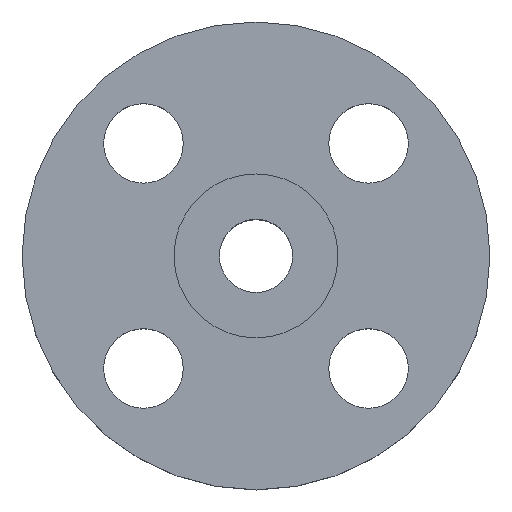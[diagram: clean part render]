
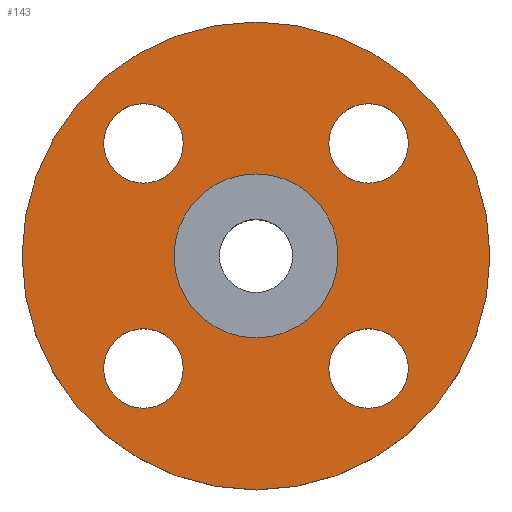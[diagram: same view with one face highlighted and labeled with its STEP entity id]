
A CAD part, top view. The second image highlights one B-rep face of the part: STEP entity #143.
In plain terms, the highlighted planar face has unit normal (0, 0, 1).
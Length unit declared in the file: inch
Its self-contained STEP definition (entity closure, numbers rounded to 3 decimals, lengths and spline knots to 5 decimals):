
#6 = CIRCLE ( 'NONE', #527, 0.5 ) ;
#7 = EDGE_LOOP ( 'NONE', ( #563, #373 ) ) ;
#8 = DIRECTION ( 'NONE',  ( 0., 0., 1. ) ) ;
#15 = VERTEX_POINT ( 'NONE', #276 ) ;
#18 = CIRCLE ( 'NONE', #42, 0.5 ) ;
#23 = CIRCLE ( 'NONE', #470, 2.94 ) ;
#24 = EDGE_CURVE ( 'NONE', #237, #211, #335, .T. ) ;
#27 = DIRECTION ( 'NONE',  ( 0., 1., 0. ) ) ;
#29 = DIRECTION ( 'NONE',  ( -1., 0., 0. ) ) ;
#40 = FACE_OUTER_BOUND ( 'NONE', #752, .T. ) ;
#42 = AXIS2_PLACEMENT_3D ( 'NONE', #99, #465, #231 ) ;
#46 = CIRCLE ( 'NONE', #260, 2.94 ) ;
#53 = ORIENTED_EDGE ( 'NONE', *, *, #168, .F. ) ;
#56 = ORIENTED_EDGE ( 'NONE', *, *, #748, .T. ) ;
#57 = CARTESIAN_POINT ( 'NONE',  ( 0., 0., 0. ) ) ;
#74 = AXIS2_PLACEMENT_3D ( 'NONE', #215, #589, #351 ) ;
#75 = ORIENTED_EDGE ( 'NONE', *, *, #656, .F. ) ;
#76 = DIRECTION ( 'NONE',  ( 0., -1., 0. ) ) ;
#84 = VERTEX_POINT ( 'NONE', #707 ) ;
#95 = DIRECTION ( 'NONE',  ( 1., 0., 0. ) ) ;
#96 = CARTESIAN_POINT ( 'NONE',  ( -1.41421, 1.41421, 0. ) ) ;
#98 = EDGE_CURVE ( 'NONE', #685, #479, #258, .T. ) ;
#99 = CARTESIAN_POINT ( 'NONE',  ( 1.41421, 1.41421, 0. ) ) ;
#102 = CARTESIAN_POINT ( 'NONE',  ( 0., 0., 0. ) ) ;
#105 = DIRECTION ( 'NONE',  ( 0., 0., 1. ) ) ;
#121 = ORIENTED_EDGE ( 'NONE', *, *, #98, .F. ) ;
#123 = DIRECTION ( 'NONE',  ( 1., 0., 0. ) ) ;
#140 = DIRECTION ( 'NONE',  ( 0., 0., 1. ) ) ;
#143 = ADVANCED_FACE ( 'NONE', ( #480, #541, #798, #603, #732, #40 ), #238, .T. ) ;
#150 = CARTESIAN_POINT ( 'NONE',  ( -1.03, 0., 0. ) ) ;
#161 = DIRECTION ( 'NONE',  ( 1., 0., 0. ) ) ;
#165 = AXIS2_PLACEMENT_3D ( 'NONE', #533, #408, #349 ) ;
#168 = EDGE_CURVE ( 'NONE', #479, #685, #18, .T. ) ;
#197 = CARTESIAN_POINT ( 'NONE',  ( 0.91421, 1.41421, 0. ) ) ;
#211 = VERTEX_POINT ( 'NONE', #242 ) ;
#215 = CARTESIAN_POINT ( 'NONE',  ( 1.41421, -1.41421, 0. ) ) ;
#221 = AXIS2_PLACEMENT_3D ( 'NONE', #392, #8, #499 ) ;
#231 = DIRECTION ( 'NONE',  ( 1., 0., 0. ) ) ;
#237 = VERTEX_POINT ( 'NONE', #545 ) ;
#238 = PLANE ( 'NONE',  #356 ) ;
#242 = CARTESIAN_POINT ( 'NONE',  ( -1.91421, -1.41421, 0. ) ) ;
#252 = CARTESIAN_POINT ( 'NONE',  ( 0., 0., 0. ) ) ;
#258 = CIRCLE ( 'NONE', #592, 0.5 ) ;
#260 = AXIS2_PLACEMENT_3D ( 'NONE', #57, #555, #123 ) ;
#261 = CARTESIAN_POINT ( 'NONE',  ( 2.94, 0., 0. ) ) ;
#276 = CARTESIAN_POINT ( 'NONE',  ( 1.41421, -1.91421, 0. ) ) ;
#293 = EDGE_CURVE ( 'NONE', #390, #308, #46, .T. ) ;
#302 = AXIS2_PLACEMENT_3D ( 'NONE', #586, #762, #76 ) ;
#308 = VERTEX_POINT ( 'NONE', #365 ) ;
#335 = CIRCLE ( 'NONE', #409, 0.5 ) ;
#349 = DIRECTION ( 'NONE',  ( 1., 0., 0. ) ) ;
#351 = DIRECTION ( 'NONE',  ( 0., -1., 0. ) ) ;
#356 = AXIS2_PLACEMENT_3D ( 'NONE', #102, #105, #607 ) ;
#360 = ORIENTED_EDGE ( 'NONE', *, *, #293, .T. ) ;
#361 = CIRCLE ( 'NONE', #221, 0.5 ) ;
#364 = EDGE_LOOP ( 'NONE', ( #121, #53 ) ) ;
#365 = CARTESIAN_POINT ( 'NONE',  ( -2.94, 0., 0. ) ) ;
#373 = ORIENTED_EDGE ( 'NONE', *, *, #757, .F. ) ;
#377 = CARTESIAN_POINT ( 'NONE',  ( -1.41421, 1.91421, 0. ) ) ;
#384 = EDGE_LOOP ( 'NONE', ( #690, #737 ) ) ;
#386 = CIRCLE ( 'NONE', #165, 1.03 ) ;
#390 = VERTEX_POINT ( 'NONE', #261 ) ;
#391 = VERTEX_POINT ( 'NONE', #377 ) ;
#392 = CARTESIAN_POINT ( 'NONE',  ( -1.41421, -1.41421, 0. ) ) ;
#404 = CARTESIAN_POINT ( 'NONE',  ( 1.41421, 1.41421, 0. ) ) ;
#408 = DIRECTION ( 'NONE',  ( 0., 0., 1. ) ) ;
#409 = AXIS2_PLACEMENT_3D ( 'NONE', #570, #459, #29 ) ;
#411 = CARTESIAN_POINT ( 'NONE',  ( 1.91421, 1.41421, 0. ) ) ;
#434 = DIRECTION ( 'NONE',  ( 1., 0., 0. ) ) ;
#453 = ORIENTED_EDGE ( 'NONE', *, *, #719, .F. ) ;
#459 = DIRECTION ( 'NONE',  ( 0., 0., 1. ) ) ;
#461 = EDGE_CURVE ( 'NONE', #84, #15, #654, .T. ) ;
#463 = CARTESIAN_POINT ( 'NONE',  ( 0., 0., 0. ) ) ;
#464 = EDGE_CURVE ( 'NONE', #671, #391, #598, .T. ) ;
#465 = DIRECTION ( 'NONE',  ( 0., 0., 1. ) ) ;
#467 = DIRECTION ( 'NONE',  ( 0., 0., 1. ) ) ;
#468 = EDGE_LOOP ( 'NONE', ( #75, #734 ) ) ;
#470 = AXIS2_PLACEMENT_3D ( 'NONE', #463, #724, #161 ) ;
#479 = VERTEX_POINT ( 'NONE', #197 ) ;
#480 = FACE_BOUND ( 'NONE', #807, .T. ) ;
#489 = ORIENTED_EDGE ( 'NONE', *, *, #461, .F. ) ;
#491 = DIRECTION ( 'NONE',  ( 0., 0., 1. ) ) ;
#499 = DIRECTION ( 'NONE',  ( -1., 0., 0. ) ) ;
#513 = EDGE_CURVE ( 'NONE', #211, #237, #361, .T. ) ;
#524 = DIRECTION ( 'NONE',  ( 0., 1., 0. ) ) ;
#527 = AXIS2_PLACEMENT_3D ( 'NONE', #96, #467, #524 ) ;
#533 = CARTESIAN_POINT ( 'NONE',  ( 0., 0., 0. ) ) ;
#541 = FACE_BOUND ( 'NONE', #384, .T. ) ;
#544 = VERTEX_POINT ( 'NONE', #697 ) ;
#545 = CARTESIAN_POINT ( 'NONE',  ( -0.91421, -1.41421, 0. ) ) ;
#555 = DIRECTION ( 'NONE',  ( 0., 0., 1. ) ) ;
#557 = VERTEX_POINT ( 'NONE', #150 ) ;
#563 = ORIENTED_EDGE ( 'NONE', *, *, #777, .F. ) ;
#565 = CIRCLE ( 'NONE', #635, 1.03 ) ;
#570 = CARTESIAN_POINT ( 'NONE',  ( -1.41421, -1.41421, 0. ) ) ;
#586 = CARTESIAN_POINT ( 'NONE',  ( 1.41421, -1.41421, 0. ) ) ;
#589 = DIRECTION ( 'NONE',  ( 0., 0., 1. ) ) ;
#592 = AXIS2_PLACEMENT_3D ( 'NONE', #404, #657, #95 ) ;
#598 = CIRCLE ( 'NONE', #704, 0.5 ) ;
#603 = FACE_BOUND ( 'NONE', #364, .T. ) ;
#607 = DIRECTION ( 'NONE',  ( 1., 0., 0. ) ) ;
#634 = CARTESIAN_POINT ( 'NONE',  ( -1.41421, 1.41421, 0. ) ) ;
#635 = AXIS2_PLACEMENT_3D ( 'NONE', #252, #491, #434 ) ;
#654 = CIRCLE ( 'NONE', #302, 0.5 ) ;
#655 = CARTESIAN_POINT ( 'NONE',  ( -1.41421, 0.91421, 0. ) ) ;
#656 = EDGE_CURVE ( 'NONE', #391, #671, #6, .T. ) ;
#657 = DIRECTION ( 'NONE',  ( 0., 0., 1. ) ) ;
#671 = VERTEX_POINT ( 'NONE', #655 ) ;
#685 = VERTEX_POINT ( 'NONE', #411 ) ;
#690 = ORIENTED_EDGE ( 'NONE', *, *, #513, .F. ) ;
#697 = CARTESIAN_POINT ( 'NONE',  ( 1.03, 0., 0. ) ) ;
#704 = AXIS2_PLACEMENT_3D ( 'NONE', #634, #140, #27 ) ;
#707 = CARTESIAN_POINT ( 'NONE',  ( 1.41421, -0.91421, 0. ) ) ;
#719 = EDGE_CURVE ( 'NONE', #15, #84, #784, .T. ) ;
#724 = DIRECTION ( 'NONE',  ( 0., 0., 1. ) ) ;
#732 = FACE_BOUND ( 'NONE', #7, .T. ) ;
#734 = ORIENTED_EDGE ( 'NONE', *, *, #464, .F. ) ;
#737 = ORIENTED_EDGE ( 'NONE', *, *, #24, .F. ) ;
#748 = EDGE_CURVE ( 'NONE', #308, #390, #23, .T. ) ;
#752 = EDGE_LOOP ( 'NONE', ( #360, #56 ) ) ;
#757 = EDGE_CURVE ( 'NONE', #544, #557, #386, .T. ) ;
#762 = DIRECTION ( 'NONE',  ( 0., 0., 1. ) ) ;
#777 = EDGE_CURVE ( 'NONE', #557, #544, #565, .T. ) ;
#784 = CIRCLE ( 'NONE', #74, 0.5 ) ;
#798 = FACE_BOUND ( 'NONE', #468, .T. ) ;
#807 = EDGE_LOOP ( 'NONE', ( #453, #489 ) ) ;
